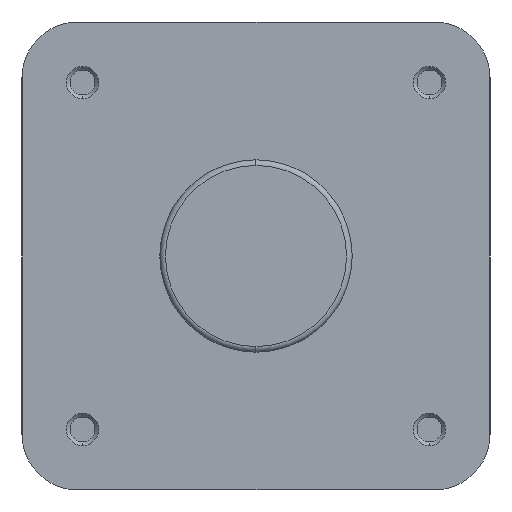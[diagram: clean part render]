
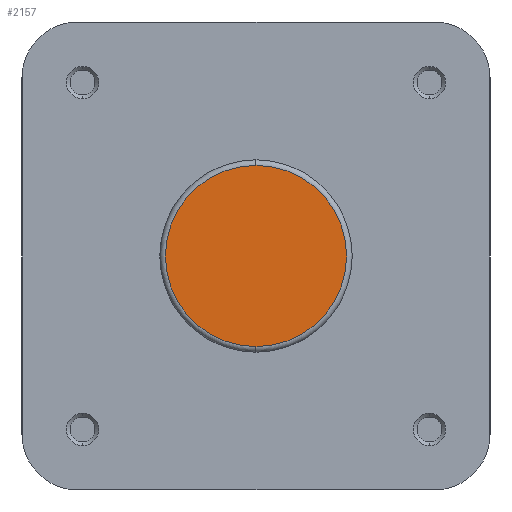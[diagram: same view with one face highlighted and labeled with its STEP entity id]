
A CAD part, left-side view. The second image highlights one B-rep face of the part: STEP entity #2157.
In plain terms, the highlighted planar face has unit normal (-1, 0, 0).
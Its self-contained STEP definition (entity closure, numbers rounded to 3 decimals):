
#695 = EDGE_LOOP ( 'NONE', ( #5889, #5888 ) ) ;
#1489 = EDGE_CURVE ( 'NONE', #4976, #4982, #4068, .T. ) ;
#1550 = EDGE_CURVE ( 'NONE', #4982, #4976, #4155, .T. ) ;
#1781 = AXIS2_PLACEMENT_3D ( 'NONE', #2394, #2395, #2396 ) ;
#1812 = AXIS2_PLACEMENT_3D ( 'NONE', #2541, #2548, #2549 ) ;
#1926 = AXIS2_PLACEMENT_3D ( 'NONE', #2996, #2999, #3000 ) ;
#2157 = ADVANCED_FACE ( 'NONE', ( #4440 ), #2997, .F. ) ;
#2394 = CARTESIAN_POINT ( 'NONE',  ( 0., 0., 0. ) ) ;
#2395 = DIRECTION ( 'NONE',  ( -1., 0., 0. ) ) ;
#2396 = DIRECTION ( 'NONE',  ( 0., 0., -1. ) ) ;
#2541 = CARTESIAN_POINT ( 'NONE',  ( 0., 0., 0. ) ) ;
#2548 = DIRECTION ( 'NONE',  ( -1., 0., 0. ) ) ;
#2549 = DIRECTION ( 'NONE',  ( 0., 0., -1. ) ) ;
#2996 = CARTESIAN_POINT ( 'NONE',  ( 0., 0., 0. ) ) ;
#2997 = PLANE ( 'NONE',  #1926 ) ;
#2999 = DIRECTION ( 'NONE',  ( 1., 0., 0. ) ) ;
#3000 = DIRECTION ( 'NONE',  ( 0., 0., -1. ) ) ;
#3831 = CARTESIAN_POINT ( 'NONE',  ( 0., 0., 24.4 ) ) ;
#3837 = CARTESIAN_POINT ( 'NONE',  ( 0., 0., -24.4 ) ) ;
#4068 = CIRCLE ( 'NONE', #1781, 24.4 ) ;
#4155 = CIRCLE ( 'NONE', #1812, 24.4 ) ;
#4440 = FACE_OUTER_BOUND ( 'NONE', #695, .T. ) ;
#4976 = VERTEX_POINT ( 'NONE', #3831 ) ;
#4982 = VERTEX_POINT ( 'NONE', #3837 ) ;
#5888 = ORIENTED_EDGE ( 'NONE', *, *, #1489, .T. ) ;
#5889 = ORIENTED_EDGE ( 'NONE', *, *, #1550, .T. ) ;
